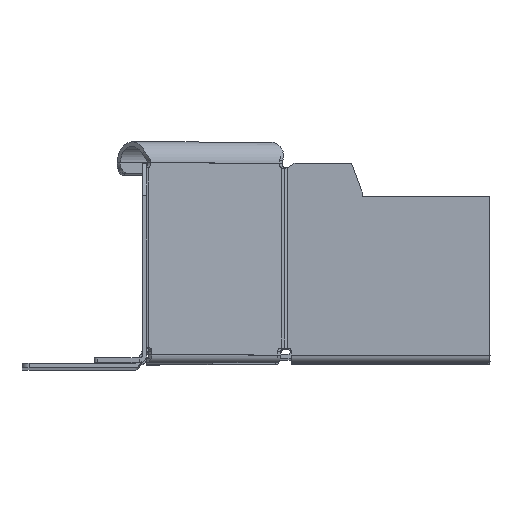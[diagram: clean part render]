
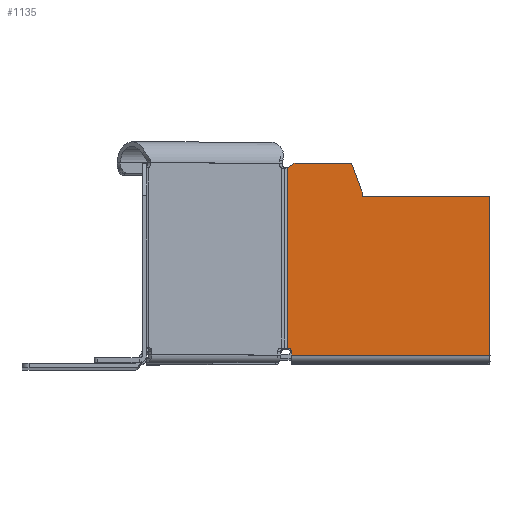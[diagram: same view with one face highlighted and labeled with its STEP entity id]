
A CAD part, top view. The second image highlights one B-rep face of the part: STEP entity #1135.
In plain terms, the highlighted face is planar.
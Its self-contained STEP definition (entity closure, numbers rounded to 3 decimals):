
#10=CARTESIAN_POINT('',(-15.456,3.25,28.456));
#11=DIRECTION('',(0.707,0.,0.707));
#12=DIRECTION('',(0.,1.,0.));
#13=AXIS2_PLACEMENT_3D('',#10,#11,#12);
#15=DIRECTION('',(-0.707,0.,0.707));
#16=VECTOR('',#15,0.231);
#17=CARTESIAN_POINT('',(-15.293,4.25,28.293));
#18=LINE('',#17,#16);
#19=DIRECTION('',(0.612,-0.5,-0.612));
#20=VECTOR('',#19,2.58);
#21=CARTESIAN_POINT('',(-16.871,57.,29.871));
#22=LINE('',#21,#20);
#23=CARTESIAN_POINT('',(-28.011,56.5,41.011));
#24=DIRECTION('',(-0.707,0.,-0.707));
#25=DIRECTION('',(-0.664,0.342,0.664));
#26=AXIS2_PLACEMENT_3D('',#23,#24,#25);
#28=DIRECTION('',(0.242,0.94,-0.242));
#29=VECTOR('',#28,8.421);
#30=CARTESIAN_POINT('',(-30.38,48.758,43.38));
#31=LINE('',#30,#29);
#40=DIRECTION('',(0.707,0.,-0.707));
#41=VECTOR('',#40,36.5);
#42=CARTESIAN_POINT('',(-56.189,47.5,69.189));
#43=LINE('',#42,#41);
#75=DIRECTION('',(0.,1.,0.));
#76=VECTOR('',#75,45.25);
#77=CARTESIAN_POINT('',(-56.189,2.25,69.189));
#78=LINE('',#77,#76);
#92=DIRECTION('',(0.707,0.,-0.707));
#93=VECTOR('',#92,56.602);
#94=CARTESIAN_POINT('',(-56.189,2.25,69.189));
#95=LINE('',#94,#93);
#160=DIRECTION('',(0.002,1.,-0.002));
#161=VECTOR('',#160,1.);
#162=CARTESIAN_POINT('',(-16.165,2.25,29.165));
#163=LINE('',#162,#161);
#180=DIRECTION('',(0.,-1.,0.));
#181=VECTOR('',#180,1.258);
#182=CARTESIAN_POINT('',(-30.38,48.758,43.38));
#183=LINE('',#182,#181);
#196=DIRECTION('',(-0.707,0.,0.707));
#197=VECTOR('',#196,15.754);
#198=CARTESIAN_POINT('',(-16.871,57.,29.871));
#199=LINE('',#198,#197);
#235=DIRECTION('',(0.,1.,0.));
#236=VECTOR('',#235,51.459);
#237=CARTESIAN_POINT('',(-15.293,4.25,28.293));
#238=LINE('',#237,#236);
#863=CARTESIAN_POINT('',(-28.343,56.671,41.343));
#865=VERTEX_POINT('',#863);
#867=CARTESIAN_POINT('',(-30.38,48.758,43.38));
#868=VERTEX_POINT('',#867);
#869=CARTESIAN_POINT('',(-28.011,57.,41.011));
#870=VERTEX_POINT('',#869);
#871=CARTESIAN_POINT('',(-16.871,57.,29.871));
#872=VERTEX_POINT('',#871);
#873=CARTESIAN_POINT('',(-15.291,55.709,28.291));
#874=VERTEX_POINT('',#873);
#875=CARTESIAN_POINT('',(-15.293,4.25,28.293));
#876=VERTEX_POINT('',#875);
#877=CARTESIAN_POINT('',(-15.456,4.25,28.456));
#878=VERTEX_POINT('',#877);
#879=CARTESIAN_POINT('',(-16.163,3.25,29.163));
#880=VERTEX_POINT('',#879);
#881=CARTESIAN_POINT('',(-16.165,2.25,29.165));
#882=VERTEX_POINT('',#881);
#972=CARTESIAN_POINT('',(-56.189,2.25,69.189));
#973=VERTEX_POINT('',#972);
#1074=CARTESIAN_POINT('',(-56.189,47.5,69.189));
#1076=VERTEX_POINT('',#1074);
#1078=CARTESIAN_POINT('',(-30.38,47.5,43.38));
#1080=VERTEX_POINT('',#1078);
#1105=CARTESIAN_POINT('',(-56.189,2.25,69.189));
#1106=DIRECTION('',(-0.707,0.,-0.707));
#1107=DIRECTION('',(-0.707,0.,0.707));
#1108=AXIS2_PLACEMENT_3D('',#1105,#1106,#1107);
#1109=PLANE('',#1108);
#1111=ORIENTED_EDGE('',*,*,#1110,.F.);
#1113=ORIENTED_EDGE('',*,*,#1112,.F.);
#1115=ORIENTED_EDGE('',*,*,#1114,.T.);
#1117=ORIENTED_EDGE('',*,*,#1116,.T.);
#1118=ORIENTED_EDGE('',*,*,#1094,.F.);
#1120=ORIENTED_EDGE('',*,*,#1119,.F.);
#1122=ORIENTED_EDGE('',*,*,#1121,.T.);
#1124=ORIENTED_EDGE('',*,*,#1123,.F.);
#1126=ORIENTED_EDGE('',*,*,#1125,.T.);
#1128=ORIENTED_EDGE('',*,*,#1127,.F.);
#1130=ORIENTED_EDGE('',*,*,#1129,.F.);
#1132=ORIENTED_EDGE('',*,*,#1131,.T.);
#1133=EDGE_LOOP('',(#1111,#1113,#1115,#1117,#1118,#1120,#1122,#1124,#1126,#1128,
#1130,#1132));
#1134=FACE_OUTER_BOUND('',#1133,.F.);
#1135=ADVANCED_FACE('',(#1134),#1109,.T.);
#14=CIRCLE('',#13,1.);
#27=CIRCLE('',#26,0.5);
#1094=EDGE_CURVE('',#878,#880,#14,.T.);
#1110=EDGE_CURVE('',#1076,#1080,#43,.T.);
#1112=EDGE_CURVE('',#973,#1076,#78,.T.);
#1114=EDGE_CURVE('',#973,#882,#95,.T.);
#1116=EDGE_CURVE('',#882,#880,#163,.T.);
#1119=EDGE_CURVE('',#876,#878,#18,.T.);
#1121=EDGE_CURVE('',#876,#874,#238,.T.);
#1123=EDGE_CURVE('',#872,#874,#22,.T.);
#1125=EDGE_CURVE('',#872,#870,#199,.T.);
#1127=EDGE_CURVE('',#865,#870,#27,.T.);
#1129=EDGE_CURVE('',#868,#865,#31,.T.);
#1131=EDGE_CURVE('',#868,#1080,#183,.T.);
